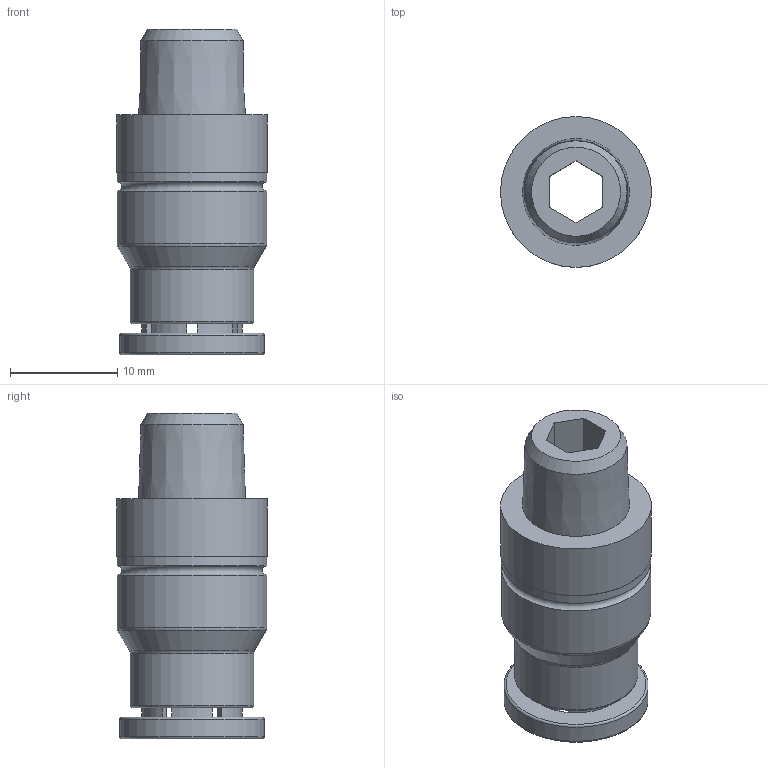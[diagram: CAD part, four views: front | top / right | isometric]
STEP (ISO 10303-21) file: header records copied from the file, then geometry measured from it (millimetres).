
FILE_DESCRIPTION(/* description */ ('STEP AP214'),/* implementation_level */ '2;1');
FILE_NAME(/* name */ '132331_CRQS-1_8-8-I',/* time_stamp */ '2024-08-08T20:12:51+02:00',/* author */ ('License CC BY-ND 4.0'),/* organization */ ('CADENAS'),/* preprocessor_version */ 'ST-DEVELOPER v19.3',/* originating_system */ 'PARTsolutions',/* authorisation */ ' ');
FILE_SCHEMA (('AUTOMOTIVE_DESIGN {1 0 10303 214 3 1 1}'));
Length unit declared in the file: millimetre
Products named in the file (1): 132331 CRQS-1/8-8-I
Bounding box: 14.1 x 14.1 x 30.4 mm (x, y, z)
Volume: 2465.9 mm3; surface area: 2205.7 mm2
Topology: 1 solids, 1 shells, 58 faces, 167 edges, 104 vertices
Faces by surface type: plane 25, cylinder 18, cone 9, torus 6
Full cylindrical faces by diameter (mm): 8 x1, 11.541 x1, 13.5 x1, 14 x2, 14.1 x1
Entity records: 1882 total; most frequent: CARTESIAN_POINT 349, DIRECTION 318, ORIENTED_EDGE 302, EDGE_CURVE 151, AXIS2_PLACEMENT_3D 120, VERTEX_POINT 103, EDGE_LOOP 80, FACE_BOUND 80
